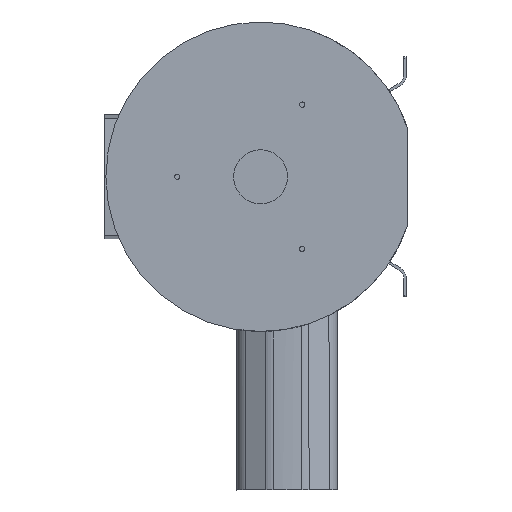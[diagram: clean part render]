
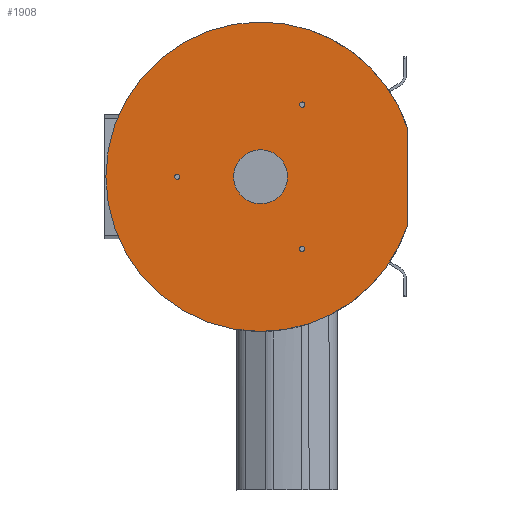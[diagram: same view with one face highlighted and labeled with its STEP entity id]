
A CAD part, left-side view. The second image highlights one B-rep face of the part: STEP entity #1908.
In plain terms, the highlighted planar face has unit normal (-1, 0, 0).
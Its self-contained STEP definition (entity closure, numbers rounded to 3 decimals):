
#506 = DIRECTION ( 'NONE',  ( -1., 0., 0. ) ) ;
#1185 = DIRECTION ( 'NONE',  ( -1., 0., 0. ) ) ;
#1502 = VERTEX_POINT ( 'NONE', #26046 ) ;
#1599 = DIRECTION ( 'NONE',  ( -1., 0., 0. ) ) ;
#1611 = AXIS2_PLACEMENT_3D ( 'NONE', #6832, #15441, #30194 ) ;
#1676 = EDGE_CURVE ( 'NONE', #21785, #33601, #31843, .T. ) ;
#1908 = ADVANCED_FACE ( 'NONE', ( #3304, #35343, #29338, #35168, #23311 ), #9350, .F. ) ;
#3304 = FACE_BOUND ( 'NONE', #4060, .T. ) ;
#3897 = CARTESIAN_POINT ( 'NONE',  ( -65.7, 0., -148.2 ) ) ;
#4060 = EDGE_LOOP ( 'NONE', ( #32807, #35771 ) ) ;
#4704 = EDGE_CURVE ( 'NONE', #10181, #20471, #24056, .T. ) ;
#4953 = VECTOR ( 'NONE', #33898, 1000. ) ;
#4969 = DIRECTION ( 'NONE',  ( -1., 0., 0. ) ) ;
#6736 = CARTESIAN_POINT ( 'NONE',  ( -65.7, -39.9, -71.609 ) ) ;
#6745 = AXIS2_PLACEMENT_3D ( 'NONE', #9562, #506, #35004 ) ;
#6832 = CARTESIAN_POINT ( 'NONE',  ( -65.7, 79.8, 0. ) ) ;
#7621 = CARTESIAN_POINT ( 'NONE',  ( -65.7, -39.9, -69.109 ) ) ;
#8513 = DIRECTION ( 'NONE',  ( -1., 0., 0. ) ) ;
#8972 = AXIS2_PLACEMENT_3D ( 'NONE', #28782, #30857, #11247 ) ;
#9142 = AXIS2_PLACEMENT_3D ( 'NONE', #16283, #1599, #16096 ) ;
#9247 = VERTEX_POINT ( 'NONE', #35126 ) ;
#9328 = DIRECTION ( 'NONE',  ( 0., 0., 1. ) ) ;
#9350 = PLANE ( 'NONE',  #37241 ) ;
#9562 = CARTESIAN_POINT ( 'NONE',  ( -65.7, 0., 0. ) ) ;
#9630 = EDGE_LOOP ( 'NONE', ( #23820, #32041 ) ) ;
#9981 = CIRCLE ( 'NONE', #20231, 2.5 ) ;
#10181 = VERTEX_POINT ( 'NONE', #34897 ) ;
#10359 = DIRECTION ( 'NONE',  ( 0., 0., 1. ) ) ;
#11205 = VERTEX_POINT ( 'NONE', #27639 ) ;
#11247 = DIRECTION ( 'NONE',  ( 0., 0., -1. ) ) ;
#11326 = CARTESIAN_POINT ( 'NONE',  ( -65.7, 0., -25.855 ) ) ;
#11796 = ORIENTED_EDGE ( 'NONE', *, *, #12024, .T. ) ;
#11912 = CIRCLE ( 'NONE', #35992, 148.2 ) ;
#12024 = EDGE_CURVE ( 'NONE', #33504, #21785, #11912, .T. ) ;
#12139 = CARTESIAN_POINT ( 'NONE',  ( -65.7, 0., 25.855 ) ) ;
#12710 = DIRECTION ( 'NONE',  ( -1., 0., 0. ) ) ;
#13298 = EDGE_CURVE ( 'NONE', #9247, #32870, #9981, .T. ) ;
#14198 = EDGE_CURVE ( 'NONE', #1502, #11205, #17233, .T. ) ;
#14364 = CARTESIAN_POINT ( 'NONE',  ( -65.7, -140.7, 46.548 ) ) ;
#14723 = DIRECTION ( 'NONE',  ( -1., 0., 0. ) ) ;
#15195 = AXIS2_PLACEMENT_3D ( 'NONE', #7621, #4969, #35878 ) ;
#15221 = AXIS2_PLACEMENT_3D ( 'NONE', #28501, #8513, #34145 ) ;
#15441 = DIRECTION ( 'NONE',  ( -1., 0., 0. ) ) ;
#16005 = EDGE_CURVE ( 'NONE', #11205, #1502, #31761, .T. ) ;
#16096 = DIRECTION ( 'NONE',  ( 0., 0., -1. ) ) ;
#16283 = CARTESIAN_POINT ( 'NONE',  ( -65.7, 0., 0. ) ) ;
#16453 = CARTESIAN_POINT ( 'NONE',  ( -65.7, 0., 0. ) ) ;
#16703 = LINE ( 'NONE', #28805, #4953 ) ;
#17063 = CARTESIAN_POINT ( 'NONE',  ( -65.7, -39.9, 71.609 ) ) ;
#17233 = CIRCLE ( 'NONE', #22058, 2.5 ) ;
#17635 = CIRCLE ( 'NONE', #15221, 2.5 ) ;
#18685 = ORIENTED_EDGE ( 'NONE', *, *, #26335, .F. ) ;
#19294 = EDGE_LOOP ( 'NONE', ( #18685, #30475 ) ) ;
#19976 = CIRCLE ( 'NONE', #9142, 25.855 ) ;
#20231 = AXIS2_PLACEMENT_3D ( 'NONE', #31400, #36849, #31772 ) ;
#20282 = DIRECTION ( 'NONE',  ( 1., 0., 0. ) ) ;
#20471 = VERTEX_POINT ( 'NONE', #17063 ) ;
#20487 = ORIENTED_EDGE ( 'NONE', *, *, #22242, .T. ) ;
#21584 = ORIENTED_EDGE ( 'NONE', *, *, #13298, .F. ) ;
#21650 = CARTESIAN_POINT ( 'NONE',  ( -65.7, -140.7, -46.548 ) ) ;
#21671 = EDGE_LOOP ( 'NONE', ( #21584, #22157 ) ) ;
#21785 = VERTEX_POINT ( 'NONE', #23373 ) ;
#22058 = AXIS2_PLACEMENT_3D ( 'NONE', #35322, #1185, #9328 ) ;
#22157 = ORIENTED_EDGE ( 'NONE', *, *, #33416, .F. ) ;
#22242 = EDGE_CURVE ( 'NONE', #33601, #24851, #32547, .T. ) ;
#23311 = FACE_OUTER_BOUND ( 'NONE', #33419, .T. ) ;
#23373 = CARTESIAN_POINT ( 'NONE',  ( -65.7, 0., 148.2 ) ) ;
#23771 = ORIENTED_EDGE ( 'NONE', *, *, #32157, .T. ) ;
#23820 = ORIENTED_EDGE ( 'NONE', *, *, #34933, .F. ) ;
#24056 = CIRCLE ( 'NONE', #33694, 2.5 ) ;
#24851 = VERTEX_POINT ( 'NONE', #21650 ) ;
#26046 = CARTESIAN_POINT ( 'NONE',  ( -65.7, 79.8, 2.5 ) ) ;
#26198 = EDGE_CURVE ( 'NONE', #32543, #30711, #30201, .T. ) ;
#26244 = DIRECTION ( 'NONE',  ( 0., 0., -1. ) ) ;
#26335 = EDGE_CURVE ( 'NONE', #30711, #32543, #19976, .T. ) ;
#27112 = AXIS2_PLACEMENT_3D ( 'NONE', #32097, #14723, #26244 ) ;
#27639 = CARTESIAN_POINT ( 'NONE',  ( -65.7, 79.8, -2.5 ) ) ;
#28501 = CARTESIAN_POINT ( 'NONE',  ( -65.7, -39.9, 69.109 ) ) ;
#28592 = CARTESIAN_POINT ( 'NONE',  ( -65.7, -39.9, 69.109 ) ) ;
#28782 = CARTESIAN_POINT ( 'NONE',  ( -65.7, 0., 0. ) ) ;
#28805 = CARTESIAN_POINT ( 'NONE',  ( -65.7, -140.7, 46.548 ) ) ;
#29059 = CIRCLE ( 'NONE', #15195, 2.5 ) ;
#29338 = FACE_BOUND ( 'NONE', #21671, .T. ) ;
#29517 = CARTESIAN_POINT ( 'NONE',  ( -65.7, 0., 0. ) ) ;
#30194 = DIRECTION ( 'NONE',  ( 0., 0., 1. ) ) ;
#30201 = CIRCLE ( 'NONE', #6745, 25.855 ) ;
#30475 = ORIENTED_EDGE ( 'NONE', *, *, #26198, .F. ) ;
#30711 = VERTEX_POINT ( 'NONE', #11326 ) ;
#30857 = DIRECTION ( 'NONE',  ( -1., 0., 0. ) ) ;
#31400 = CARTESIAN_POINT ( 'NONE',  ( -65.7, -39.9, -69.109 ) ) ;
#31761 = CIRCLE ( 'NONE', #1611, 2.5 ) ;
#31772 = DIRECTION ( 'NONE',  ( 0., 0., 1. ) ) ;
#31843 = CIRCLE ( 'NONE', #8972, 148.2 ) ;
#32041 = ORIENTED_EDGE ( 'NONE', *, *, #4704, .F. ) ;
#32097 = CARTESIAN_POINT ( 'NONE',  ( -65.7, 0., 0. ) ) ;
#32157 = EDGE_CURVE ( 'NONE', #24851, #33504, #16703, .T. ) ;
#32543 = VERTEX_POINT ( 'NONE', #12139 ) ;
#32547 = CIRCLE ( 'NONE', #27112, 148.2 ) ;
#32807 = ORIENTED_EDGE ( 'NONE', *, *, #14198, .F. ) ;
#32870 = VERTEX_POINT ( 'NONE', #6736 ) ;
#33088 = DIRECTION ( 'NONE',  ( 0., 0., -1. ) ) ;
#33416 = EDGE_CURVE ( 'NONE', #32870, #9247, #29059, .T. ) ;
#33419 = EDGE_LOOP ( 'NONE', ( #11796, #33660, #20487, #23771 ) ) ;
#33504 = VERTEX_POINT ( 'NONE', #14364 ) ;
#33601 = VERTEX_POINT ( 'NONE', #3897 ) ;
#33660 = ORIENTED_EDGE ( 'NONE', *, *, #1676, .T. ) ;
#33694 = AXIS2_PLACEMENT_3D ( 'NONE', #28592, #34236, #10359 ) ;
#33898 = DIRECTION ( 'NONE',  ( 0., 0., 1. ) ) ;
#34145 = DIRECTION ( 'NONE',  ( 0., 0., 1. ) ) ;
#34236 = DIRECTION ( 'NONE',  ( -1., 0., 0. ) ) ;
#34796 = DIRECTION ( 'NONE',  ( 0., 0., -1. ) ) ;
#34897 = CARTESIAN_POINT ( 'NONE',  ( -65.7, -39.9, 66.609 ) ) ;
#34933 = EDGE_CURVE ( 'NONE', #20471, #10181, #17635, .T. ) ;
#35004 = DIRECTION ( 'NONE',  ( 0., 0., -1. ) ) ;
#35126 = CARTESIAN_POINT ( 'NONE',  ( -65.7, -39.9, -66.609 ) ) ;
#35168 = FACE_BOUND ( 'NONE', #19294, .T. ) ;
#35322 = CARTESIAN_POINT ( 'NONE',  ( -65.7, 79.8, 0. ) ) ;
#35343 = FACE_BOUND ( 'NONE', #9630, .T. ) ;
#35771 = ORIENTED_EDGE ( 'NONE', *, *, #16005, .F. ) ;
#35878 = DIRECTION ( 'NONE',  ( 0., 0., 1. ) ) ;
#35992 = AXIS2_PLACEMENT_3D ( 'NONE', #16453, #12710, #33088 ) ;
#36849 = DIRECTION ( 'NONE',  ( -1., 0., 0. ) ) ;
#37241 = AXIS2_PLACEMENT_3D ( 'NONE', #29517, #20282, #34796 ) ;
